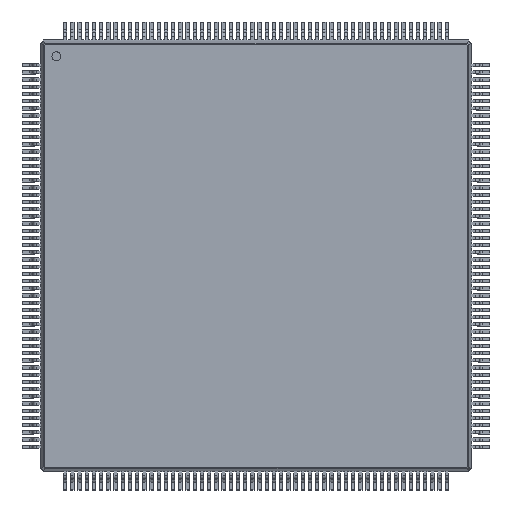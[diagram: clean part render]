
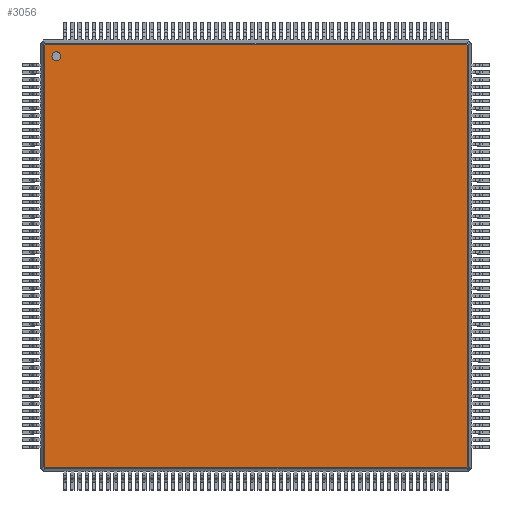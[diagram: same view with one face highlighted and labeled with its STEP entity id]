
A CAD part, top view. The second image highlights one B-rep face of the part: STEP entity #3056.
In plain terms, the highlighted planar face has unit normal (0, 0, 1).
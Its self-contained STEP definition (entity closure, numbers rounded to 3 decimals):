
#13=DIRECTION('',(0.,0.,1.));
#43=CARTESIAN_POINT('',(-11.718,11.787,1.5));
#513=VERTEX_POINT('',#514);
#514=CARTESIAN_POINT('',(-11.702,11.746,1.5));
#526=EDGE_CURVE('',#513,#527,#529,.T.);
#527=VERTEX_POINT('',#528);
#528=CARTESIAN_POINT('',(11.702,11.746,1.5));
#529=B_SPLINE_CURVE_WITH_KNOTS('',2,(#530,#531,#532,#533,#534),.UNSPECIFIED.,.F.,.F.,(3,1,1,3),(-1.188,-0.04,23.477,24.625),.UNSPECIFIED.);
#530=CARTESIAN_POINT('',(-12.906,11.746,1.5));
#531=CARTESIAN_POINT('',(-12.333,11.746,1.5));
#532=CARTESIAN_POINT('',(0.,11.746,1.5));
#533=CARTESIAN_POINT('',(12.333,11.746,1.5));
#534=CARTESIAN_POINT('',(12.906,11.746,1.5));
#2506=DIRECTION('',(0.,-1.,0.));
#2997=EDGE_CURVE('',#527,#2998,#3000,.T.);
#2998=VERTEX_POINT('',#2999);
#2999=CARTESIAN_POINT('',(11.746,11.702,1.5));
#3000=B_SPLINE_CURVE_WITH_KNOTS('',2,(#3001,#3002,#3003,#3004,#3005),.UNSPECIFIED.,.F.,.F.,(3,1,1,3),(-0.473,-0.04,0.137,0.57),.UNSPECIFIED.);
#3001=CARTESIAN_POINT('',(11.356,12.093,1.5));
#3002=CARTESIAN_POINT('',(11.509,11.94,1.5));
#3003=CARTESIAN_POINT('',(11.724,11.724,1.5));
#3004=CARTESIAN_POINT('',(11.94,11.509,1.5));
#3005=CARTESIAN_POINT('',(12.093,11.356,1.5));
#3029=VERTEX_POINT('',#3030);
#3030=CARTESIAN_POINT('',(-11.746,11.702,1.5));
#3042=EDGE_CURVE('',#3029,#513,#3043,.T.);
#3043=B_SPLINE_CURVE_WITH_KNOTS('',2,(#3044,#3045,#3046,#3047,#3048),.UNSPECIFIED.,.F.,.F.,(3,1,1,3),(-0.473,-0.04,0.137,0.57),.UNSPECIFIED.);
#3044=CARTESIAN_POINT('',(-12.093,11.356,1.5));
#3045=CARTESIAN_POINT('',(-11.94,11.509,1.5));
#3046=CARTESIAN_POINT('',(-11.724,11.724,1.5));
#3047=CARTESIAN_POINT('',(-11.509,11.94,1.5));
#3048=CARTESIAN_POINT('',(-11.356,12.093,1.5));
#3056=ADVANCED_FACE('',(#3057,#3110),#3120,.T.);
#3057=FACE_BOUND('',#3058,.T.);
#3058=EDGE_LOOP('',(#3059,#3060,#3061,#3071,#3081,#3091,#3101,#3109));
#3059=ORIENTED_EDGE('',*,*,#526,.F.);
#3060=ORIENTED_EDGE('',*,*,#3042,.F.);
#3061=ORIENTED_EDGE('',*,*,#3062,.F.);
#3062=EDGE_CURVE('',#3063,#3029,#3065,.T.);
#3063=VERTEX_POINT('',#3064);
#3064=CARTESIAN_POINT('',(-11.746,-11.702,1.5));
#3065=B_SPLINE_CURVE_WITH_KNOTS('',2,(#3066,#3067,#3068,#3069,#3070),.UNSPECIFIED.,.F.,.F.,(3,1,1,3),(-1.188,-0.04,23.477,24.625),.UNSPECIFIED.);
#3066=CARTESIAN_POINT('',(-11.746,-12.906,1.5));
#3067=CARTESIAN_POINT('',(-11.746,-12.333,1.5));
#3068=CARTESIAN_POINT('',(-11.746,0.,1.5));
#3069=CARTESIAN_POINT('',(-11.746,12.333,1.5));
#3070=CARTESIAN_POINT('',(-11.746,12.906,1.5));
#3071=ORIENTED_EDGE('',*,*,#3072,.F.);
#3072=EDGE_CURVE('',#3073,#3063,#3075,.T.);
#3073=VERTEX_POINT('',#3074);
#3074=CARTESIAN_POINT('',(-11.702,-11.746,1.5));
#3075=B_SPLINE_CURVE_WITH_KNOTS('',2,(#3076,#3077,#3078,#3079,#3080),.UNSPECIFIED.,.F.,.F.,(3,1,1,3),(-0.473,-0.04,0.137,0.57),.UNSPECIFIED.);
#3076=CARTESIAN_POINT('',(-11.356,-12.093,1.5));
#3077=CARTESIAN_POINT('',(-11.509,-11.94,1.5));
#3078=CARTESIAN_POINT('',(-11.724,-11.724,1.5));
#3079=CARTESIAN_POINT('',(-11.94,-11.509,1.5));
#3080=CARTESIAN_POINT('',(-12.093,-11.356,1.5));
#3081=ORIENTED_EDGE('',*,*,#3082,.F.);
#3082=EDGE_CURVE('',#3083,#3073,#3085,.T.);
#3083=VERTEX_POINT('',#3084);
#3084=CARTESIAN_POINT('',(11.702,-11.746,1.5));
#3085=B_SPLINE_CURVE_WITH_KNOTS('',2,(#3086,#3087,#3088,#3089,#3090),.UNSPECIFIED.,.F.,.F.,(3,1,1,3),(-1.188,-0.04,23.477,24.625),.UNSPECIFIED.);
#3086=CARTESIAN_POINT('',(12.906,-11.746,1.5));
#3087=CARTESIAN_POINT('',(12.333,-11.746,1.5));
#3088=CARTESIAN_POINT('',(0.,-11.746,1.5));
#3089=CARTESIAN_POINT('',(-12.333,-11.746,1.5));
#3090=CARTESIAN_POINT('',(-12.906,-11.746,1.5));
#3091=ORIENTED_EDGE('',*,*,#3092,.F.);
#3092=EDGE_CURVE('',#3093,#3083,#3095,.T.);
#3093=VERTEX_POINT('',#3094);
#3094=CARTESIAN_POINT('',(11.746,-11.702,1.5));
#3095=B_SPLINE_CURVE_WITH_KNOTS('',2,(#3096,#3097,#3098,#3099,#3100),.UNSPECIFIED.,.F.,.F.,(3,1,1,3),(-0.473,-0.04,0.137,0.57),.UNSPECIFIED.);
#3096=CARTESIAN_POINT('',(12.093,-11.356,1.5));
#3097=CARTESIAN_POINT('',(11.94,-11.509,1.5));
#3098=CARTESIAN_POINT('',(11.724,-11.724,1.5));
#3099=CARTESIAN_POINT('',(11.509,-11.94,1.5));
#3100=CARTESIAN_POINT('',(11.356,-12.093,1.5));
#3101=ORIENTED_EDGE('',*,*,#3102,.F.);
#3102=EDGE_CURVE('',#2998,#3093,#3103,.T.);
#3103=B_SPLINE_CURVE_WITH_KNOTS('',2,(#3104,#3105,#3106,#3107,#3108),.UNSPECIFIED.,.F.,.F.,(3,1,1,3),(-1.188,-0.04,23.477,24.625),.UNSPECIFIED.);
#3104=CARTESIAN_POINT('',(11.746,12.906,1.5));
#3105=CARTESIAN_POINT('',(11.746,12.333,1.5));
#3106=CARTESIAN_POINT('',(11.746,0.,1.5));
#3107=CARTESIAN_POINT('',(11.746,-12.333,1.5));
#3108=CARTESIAN_POINT('',(11.746,-12.906,1.5));
#3109=ORIENTED_EDGE('',*,*,#2997,.F.);
#3110=FACE_BOUND('',#3111,.T.);
#3111=EDGE_LOOP('',(#3112));
#3112=ORIENTED_EDGE('',*,*,#3113,.T.);
#3113=EDGE_CURVE('',#3114,#3114,#3116,.T.);
#3114=VERTEX_POINT('',#3115);
#3115=CARTESIAN_POINT('',(-11.087,10.837,1.5));
#3116=CIRCLE('',#3117,0.25);
#3117=AXIS2_PLACEMENT_3D('',#3118,#3119,#2506);
#3118=CARTESIAN_POINT('',(-11.087,11.087,1.5));
#3119=DIRECTION('',(0.,-0.,-1.));
#3120=PLANE('',#3121);
#3121=AXIS2_PLACEMENT_3D('',#43,#13,#3122);
#3122=DIRECTION('',(0.705,-0.709,0.));
